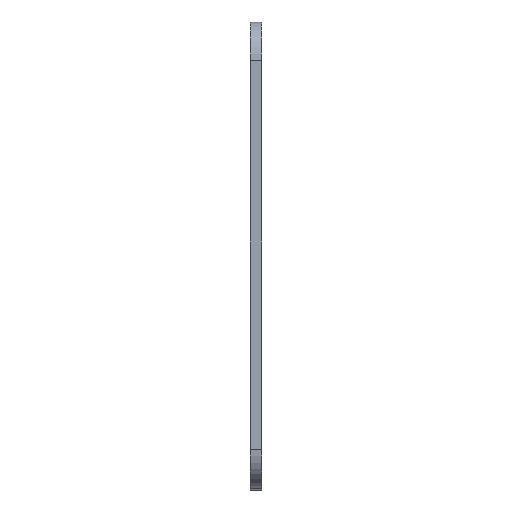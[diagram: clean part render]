
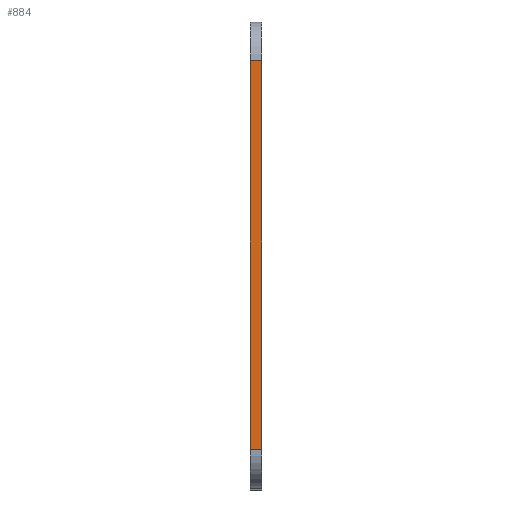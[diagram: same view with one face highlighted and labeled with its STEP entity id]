
A CAD part, top view. The second image highlights one B-rep face of the part: STEP entity #884.
In plain terms, the highlighted planar face has unit normal (0, 0, 1).
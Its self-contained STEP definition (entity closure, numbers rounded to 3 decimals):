
#193 = CARTESIAN_POINT ( 'NONE',  ( -1.5, 5., 0. ) ) ;
#200 = LINE ( 'NONE', #2741, #1022 ) ;
#367 = DIRECTION ( 'NONE',  ( 1., 0., 0. ) ) ;
#416 = VERTEX_POINT ( 'NONE', #2427 ) ;
#575 = LINE ( 'NONE', #2668, #1062 ) ;
#576 = VERTEX_POINT ( 'NONE', #1804 ) ;
#640 = EDGE_CURVE ( 'NONE', #2647, #576, #200, .T. ) ;
#652 = LINE ( 'NONE', #2774, #762 ) ;
#762 = VECTOR ( 'NONE', #1392, 1000. ) ;
#835 = DIRECTION ( 'NONE',  ( 0., -1., 0. ) ) ;
#884 = ADVANCED_FACE ( 'NONE', ( #2881 ), #2220, .T. ) ;
#1017 = ORIENTED_EDGE ( 'NONE', *, *, #1697, .F. ) ;
#1022 = VECTOR ( 'NONE', #2068, 1000. ) ;
#1062 = VECTOR ( 'NONE', #835, 1000. ) ;
#1167 = AXIS2_PLACEMENT_3D ( 'NONE', #1524, #1717, #367 ) ;
#1288 = LINE ( 'NONE', #1719, #2627 ) ;
#1392 = DIRECTION ( 'NONE',  ( 0., -1., 0. ) ) ;
#1401 = EDGE_LOOP ( 'NONE', ( #2606, #2915, #1017, #2904 ) ) ;
#1524 = CARTESIAN_POINT ( 'NONE',  ( -1.5, 0., 0. ) ) ;
#1697 = EDGE_CURVE ( 'NONE', #416, #576, #652, .T. ) ;
#1717 = DIRECTION ( 'NONE',  ( 0., 0., 1. ) ) ;
#1719 = CARTESIAN_POINT ( 'NONE',  ( -1.5, 55., 0. ) ) ;
#1755 = VERTEX_POINT ( 'NONE', #2037 ) ;
#1804 = CARTESIAN_POINT ( 'NONE',  ( 0., 5., 0. ) ) ;
#2037 = CARTESIAN_POINT ( 'NONE',  ( -1.5, 55., 0. ) ) ;
#2047 = EDGE_CURVE ( 'NONE', #416, #1755, #1288, .T. ) ;
#2068 = DIRECTION ( 'NONE',  ( 1., 0., 0. ) ) ;
#2220 = PLANE ( 'NONE',  #1167 ) ;
#2235 = DIRECTION ( 'NONE',  ( -1., 0., 0. ) ) ;
#2391 = EDGE_CURVE ( 'NONE', #1755, #2647, #575, .T. ) ;
#2427 = CARTESIAN_POINT ( 'NONE',  ( 0., 55., 0. ) ) ;
#2606 = ORIENTED_EDGE ( 'NONE', *, *, #2391, .T. ) ;
#2627 = VECTOR ( 'NONE', #2235, 1000. ) ;
#2647 = VERTEX_POINT ( 'NONE', #193 ) ;
#2668 = CARTESIAN_POINT ( 'NONE',  ( -1.5, 0., 0. ) ) ;
#2741 = CARTESIAN_POINT ( 'NONE',  ( -1.5, 5., 0. ) ) ;
#2774 = CARTESIAN_POINT ( 'NONE',  ( 0., 0., 0. ) ) ;
#2881 = FACE_OUTER_BOUND ( 'NONE', #1401, .T. ) ;
#2904 = ORIENTED_EDGE ( 'NONE', *, *, #2047, .T. ) ;
#2915 = ORIENTED_EDGE ( 'NONE', *, *, #640, .T. ) ;
